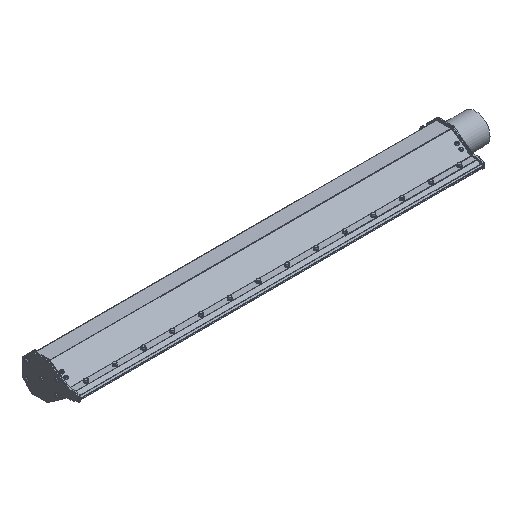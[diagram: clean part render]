
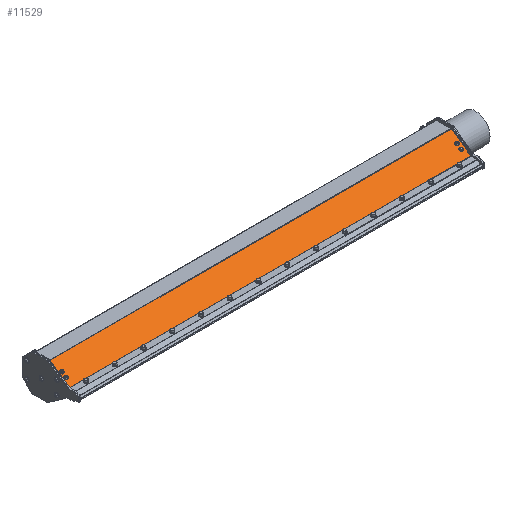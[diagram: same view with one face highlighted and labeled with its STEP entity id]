
A CAD part, isometric view. The second image highlights one B-rep face of the part: STEP entity #11529.
In plain terms, the highlighted planar face has unit normal (0, -0.574, 0.819).
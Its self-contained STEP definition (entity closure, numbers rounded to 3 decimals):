
#886=FACE_BOUND('',#4945,.T.);
#887=FACE_BOUND('',#4946,.T.);
#888=FACE_BOUND('',#4947,.T.);
#889=FACE_BOUND('',#4948,.T.);
#1291=LINE('',#57515,#1677);
#1445=LINE('',#60378,#1831);
#1446=LINE('',#60380,#1832);
#1447=LINE('',#60381,#1833);
#1677=VECTOR('',#13346,0.394);
#1831=VECTOR('',#15588,0.394);
#1832=VECTOR('',#15589,0.394);
#1833=VECTOR('',#15590,0.394);
#2259=PLANE('',#12846);
#2895=CIRCLE('',#12847,0.177);
#2896=CIRCLE('',#12848,0.177);
#2897=CIRCLE('',#12849,0.177);
#2898=CIRCLE('',#12850,0.177);
#3847=FACE_OUTER_BOUND('',#4944,.T.);
#4944=EDGE_LOOP('',(#10087,#10088,#10089,#10090));
#4945=EDGE_LOOP('',(#10091));
#4946=EDGE_LOOP('',(#10092));
#4947=EDGE_LOOP('',(#10093));
#4948=EDGE_LOOP('',(#10094));
#5501=VERTEX_POINT('',#57512);
#5502=VERTEX_POINT('',#57514);
#6159=VERTEX_POINT('',#60377);
#6160=VERTEX_POINT('',#60379);
#6161=VERTEX_POINT('',#60382);
#6162=VERTEX_POINT('',#60384);
#6163=VERTEX_POINT('',#60386);
#6164=VERTEX_POINT('',#60388);
#6585=EDGE_CURVE('',#5502,#5501,#1291,.T.);
#7549=EDGE_CURVE('',#5502,#6159,#1445,.T.);
#7550=EDGE_CURVE('',#6160,#5501,#1446,.T.);
#7551=EDGE_CURVE('',#6159,#6160,#1447,.T.);
#7552=EDGE_CURVE('',#6161,#6161,#2895,.T.);
#7553=EDGE_CURVE('',#6162,#6162,#2896,.T.);
#7554=EDGE_CURVE('',#6163,#6163,#2897,.T.);
#7555=EDGE_CURVE('',#6164,#6164,#2898,.T.);
#10087=ORIENTED_EDGE('',*,*,#7549,.F.);
#10088=ORIENTED_EDGE('',*,*,#6585,.T.);
#10089=ORIENTED_EDGE('',*,*,#7550,.F.);
#10090=ORIENTED_EDGE('',*,*,#7551,.F.);
#10091=ORIENTED_EDGE('',*,*,#7552,.F.);
#10092=ORIENTED_EDGE('',*,*,#7553,.F.);
#10093=ORIENTED_EDGE('',*,*,#7554,.F.);
#10094=ORIENTED_EDGE('',*,*,#7555,.F.);
#11529=ADVANCED_FACE('',(#3847,#886,#887,#888,#889),#2259,.T.);
#12846=AXIS2_PLACEMENT_3D('',#60376,#15586,#15587);
#12847=AXIS2_PLACEMENT_3D('',#60383,#15591,#15592);
#12848=AXIS2_PLACEMENT_3D('',#60385,#15593,#15594);
#12849=AXIS2_PLACEMENT_3D('',#60387,#15595,#15596);
#12850=AXIS2_PLACEMENT_3D('',#60389,#15597,#15598);
#13346=DIRECTION('',(0.,0.819,0.574));
#15586=DIRECTION('center_axis',(0.,-0.574,
0.819));
#15587=DIRECTION('ref_axis',(0.,0.819,0.574));
#15588=DIRECTION('',(-1.,0.,0.));
#15589=DIRECTION('',(1.,0.,0.));
#15590=DIRECTION('',(0.,0.819,0.574));
#15591=DIRECTION('center_axis',(0.,-0.574,
0.819));
#15592=DIRECTION('ref_axis',(-0.952,-0.251,-0.176));
#15593=DIRECTION('center_axis',(0.,-0.574,
0.819));
#15594=DIRECTION('ref_axis',(0.781,-0.512,-0.359));
#15595=DIRECTION('center_axis',(0.,-0.574,
0.819));
#15596=DIRECTION('ref_axis',(-0.984,0.144,0.101));
#15597=DIRECTION('center_axis',(0.,-0.574,
0.819));
#15598=DIRECTION('ref_axis',(0.802,-0.489,-0.342));
#57512=CARTESIAN_POINT('',(-13.549,-0.55,1.724));
#57514=CARTESIAN_POINT('',(-13.549,-2.597,0.291));
#57515=CARTESIAN_POINT('',(-13.549,-2.605,0.285));
#60376=CARTESIAN_POINT('Origin',(-13.549,-2.605,0.285));
#60377=CARTESIAN_POINT('',(-55.549,-2.597,0.291));
#60378=CARTESIAN_POINT('',(-13.549,-2.597,0.291));
#60379=CARTESIAN_POINT('',(-55.549,-0.55,1.724));
#60380=CARTESIAN_POINT('',(-13.549,-0.55,1.724));
#60381=CARTESIAN_POINT('',(-55.549,-2.605,0.285));
#60382=CARTESIAN_POINT('',(-13.756,-1.467,1.082));
#60383=CARTESIAN_POINT('Origin',(-13.924,-1.512,1.051));
#60384=CARTESIAN_POINT('',(-55.312,-1.421,1.114));
#60385=CARTESIAN_POINT('Origin',(-55.174,-1.512,1.051));
#60386=CARTESIAN_POINT('',(-55.,-1.973,0.728));
#60387=CARTESIAN_POINT('Origin',(-55.174,-1.948,0.745));
#60388=CARTESIAN_POINT('',(-14.066,-1.861,0.806));
#60389=CARTESIAN_POINT('Origin',(-13.924,-1.948,0.745));
